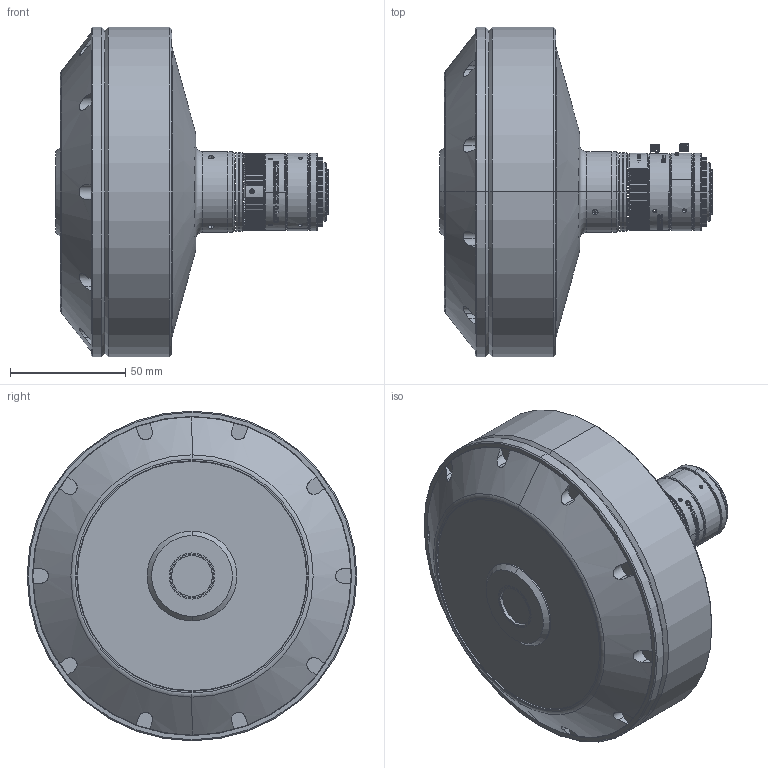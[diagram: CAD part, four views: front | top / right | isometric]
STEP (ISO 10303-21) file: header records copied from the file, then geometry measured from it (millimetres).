
FILE_DESCRIPTION (( 'STEP AP203' ), '1' );
FILE_NAME ('DP31577-A_PCCD2M.step', '2021-12-07T16:39:27', ( '' ), ( '' ), 'SwSTEP 2.0', 'SolidWorks 2021', '' );
FILE_SCHEMA (( 'CONFIG_CONTROL_DESIGN' ));
Length unit declared in the file: millimetre
Products named in the file (1): DP31577-A_PCCD2M
Bounding box: 118.3 x 143 x 143 mm (x, y, z)
Surface area: 66311.2 mm2 (no closed solid volume)
Topology: 0 solids, 51 shells, 658 faces, 2786 edges, 2159 vertices
Faces by surface type: plane 258, cylinder 223, cone 138, bspline 26, torus 8, sphere 5
Entity records: 33358 total; most frequent: CARTESIAN_POINT 12263, DIRECTION 3987, ORIENTED_EDGE 3931, EDGE_CURVE 2786, VERTEX_POINT 2159, AXIS2_PLACEMENT_3D 1510, LINE 967, VECTOR 967
